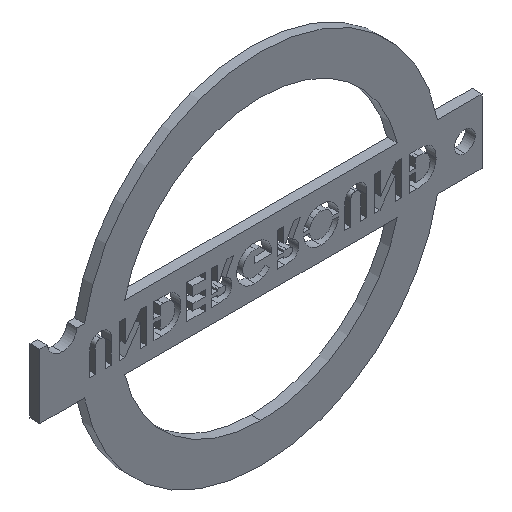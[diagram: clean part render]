
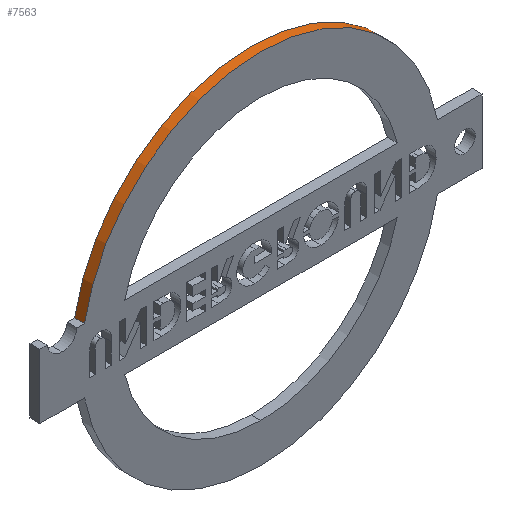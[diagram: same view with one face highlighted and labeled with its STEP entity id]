
A CAD part, isometric view. The second image highlights one B-rep face of the part: STEP entity #7563.
In plain terms, the highlighted cylindrical face has radius 36.5 mm (diameter 73 mm), a partial arc.
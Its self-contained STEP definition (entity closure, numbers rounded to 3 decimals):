
#667 = ORIENTED_EDGE ( 'NONE', *, *, #4948, .T. ) ;
#748 = DIRECTION ( 'NONE',  ( 0., 1., 0. ) ) ;
#771 = CARTESIAN_POINT ( 'NONE',  ( -67.269, 2., -26.588 ) ) ;
#1419 = EDGE_LOOP ( 'NONE', ( #667, #5569, #2426, #6323 ) ) ;
#1664 = CARTESIAN_POINT ( 'NONE',  ( 4.545, 0., -26.588 ) ) ;
#1928 = DIRECTION ( 'NONE',  ( 0., 0., 1. ) ) ;
#2016 = CARTESIAN_POINT ( 'NONE',  ( -31.362, 0., -33.141 ) ) ;
#2114 = DIRECTION ( 'NONE',  ( 0., 0., -1. ) ) ;
#2217 = CARTESIAN_POINT ( 'NONE',  ( -67.269, 2., -26.588 ) ) ;
#2381 = DIRECTION ( 'NONE',  ( 0., -1., 0. ) ) ;
#2426 = ORIENTED_EDGE ( 'NONE', *, *, #8353, .F. ) ;
#2539 = VERTEX_POINT ( 'NONE', #1664 ) ;
#2653 = DIRECTION ( 'NONE',  ( 0., -1., 0. ) ) ;
#2700 = CARTESIAN_POINT ( 'NONE',  ( -67.269, 0., -26.588 ) ) ;
#2897 = AXIS2_PLACEMENT_3D ( 'NONE', #7338, #4707, #2114 ) ;
#2901 = VECTOR ( 'NONE', #2381, 1000. ) ;
#3277 = CARTESIAN_POINT ( 'NONE',  ( 4.545, 2., -26.588 ) ) ;
#3454 = CARTESIAN_POINT ( 'NONE',  ( -31.362, 2., -33.141 ) ) ;
#3717 = VERTEX_POINT ( 'NONE', #2700 ) ;
#3897 = CIRCLE ( 'NONE', #5562, 36.5 ) ;
#3969 = EDGE_CURVE ( 'NONE', #4839, #3717, #5716, .T. ) ;
#4022 = CARTESIAN_POINT ( 'NONE',  ( 4.545, 2., -26.588 ) ) ;
#4621 = VERTEX_POINT ( 'NONE', #3277 ) ;
#4707 = DIRECTION ( 'NONE',  ( 0., -1., 0. ) ) ;
#4839 = VERTEX_POINT ( 'NONE', #771 ) ;
#4948 = EDGE_CURVE ( 'NONE', #3717, #2539, #5504, .T. ) ;
#5229 = AXIS2_PLACEMENT_3D ( 'NONE', #2016, #748, #1928 ) ;
#5374 = DIRECTION ( 'NONE',  ( 0., 1., 0. ) ) ;
#5504 = CIRCLE ( 'NONE', #5229, 36.5 ) ;
#5562 = AXIS2_PLACEMENT_3D ( 'NONE', #3454, #5374, #7397 ) ;
#5569 = ORIENTED_EDGE ( 'NONE', *, *, #8110, .F. ) ;
#5716 = LINE ( 'NONE', #2217, #2901 ) ;
#6020 = CYLINDRICAL_SURFACE ( 'NONE', #2897, 36.5 ) ;
#6323 = ORIENTED_EDGE ( 'NONE', *, *, #3969, .T. ) ;
#6655 = LINE ( 'NONE', #4022, #8666 ) ;
#7338 = CARTESIAN_POINT ( 'NONE',  ( -31.362, 2., -33.141 ) ) ;
#7397 = DIRECTION ( 'NONE',  ( 0., 0., 1. ) ) ;
#7563 = ADVANCED_FACE ( 'NONE', ( #8133 ), #6020, .T. ) ;
#8110 = EDGE_CURVE ( 'NONE', #4621, #2539, #6655, .T. ) ;
#8133 = FACE_OUTER_BOUND ( 'NONE', #1419, .T. ) ;
#8353 = EDGE_CURVE ( 'NONE', #4839, #4621, #3897, .T. ) ;
#8666 = VECTOR ( 'NONE', #2653, 1000. ) ;
